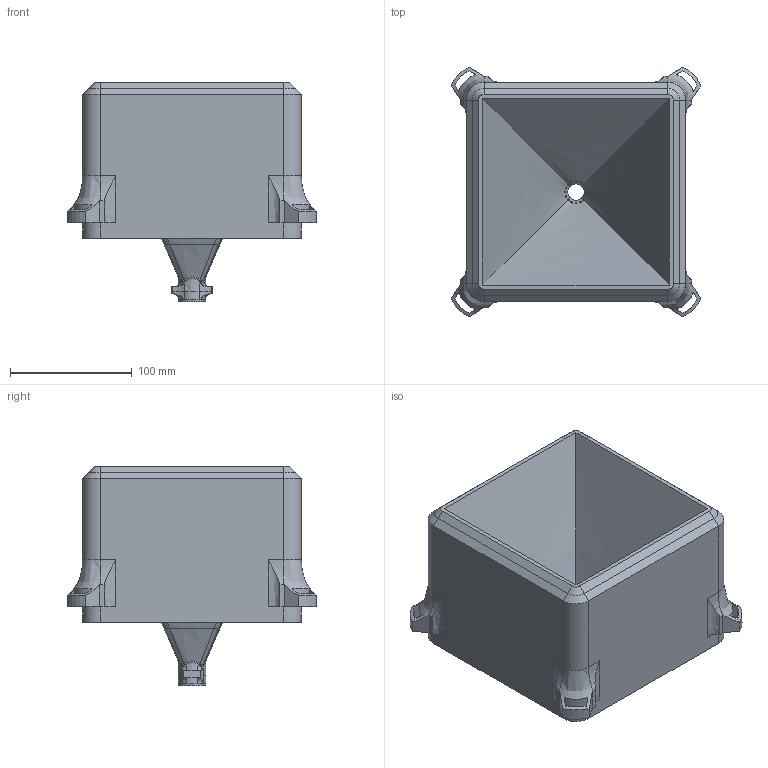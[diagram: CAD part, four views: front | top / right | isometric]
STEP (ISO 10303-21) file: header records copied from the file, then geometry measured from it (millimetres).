
FILE_DESCRIPTION(/* description */ ('STEP AP242','CAx-IF Rec.Pracs.---Representation and Presentation of Product Manufacturing Information (PMI)---4.0---2014-10-13','CAx-IF Rec.Pracs.---3D Tessellated Geometry---0.4---2014-09-14','2;1'),/* implementation_level */ '2;1');
FILE_NAME(/* name */ '668c865600246a4007b4f0cd',/* time_stamp */ '2024-07-09T00:37:42Z',/* author */ (''),/* organization */ (''),/* preprocessor_version */ 'ST-DEVELOPER v20',/* originating_system */ ' ',/* authorisation */ ' ');
FILE_SCHEMA (('AP242_MANAGED_MODEL_BASED_3D_ENGINEERING_MIM_LF { 1 0 10303 442 1 1 4 }'));
Length unit declared in the file: metre
Products named in the file (1): horn.v0.93
Bounding box: 205.3 x 205.3 x 180.5 mm (x, y, z)
Volume: 657224.3 mm3; surface area: 309123.4 mm2
Topology: 1 solids, 1 shells, 234 faces, 723 edges, 476 vertices
Faces by surface type: bspline 126, plane 85, cylinder 23
Full cylindrical faces by diameter (mm): 1.5 x16, 13.5 x1
Entity records: 13300 total; most frequent: CARTESIAN_POINT 8195, ORIENTED_EDGE 1372, EDGE_CURVE 686, DIRECTION 529, VERTEX_POINT 458, B_SPLINE_CURVE_WITH_KNOTS 410, EDGE_LOOP 284, FACE_BOUND 284
